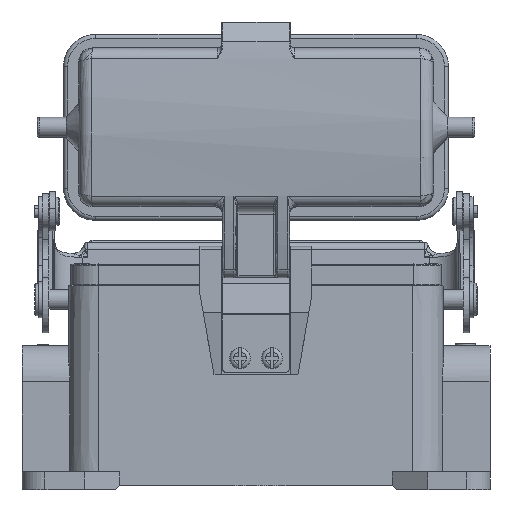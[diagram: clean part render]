
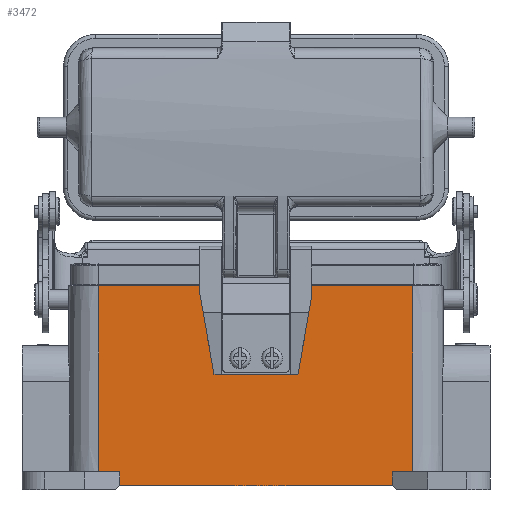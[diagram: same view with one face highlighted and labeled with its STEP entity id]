
A CAD part, front view. The second image highlights one B-rep face of the part: STEP entity #3472.
In plain terms, the highlighted planar face has unit normal (0, -1, 0.009).
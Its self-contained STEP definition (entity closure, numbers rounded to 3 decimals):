
#2581=PLANE('',#34894);
#3472=ADVANCED_FACE('',(#6195),#2581,.T.);
#6195=FACE_OUTER_BOUND('',#8044,.T.);
#8044=EDGE_LOOP('',(#15904,#15905,#15906,#15907,#15908,#15909,#15910,#15911,
#15912,#15913,#15914,#15915));
#10118=LINE('',#46579,#12429);
#10119=LINE('',#46581,#12430);
#10131=LINE('',#46624,#12442);
#10136=LINE('',#46647,#12447);
#10143=LINE('',#46682,#12454);
#10172=LINE('',#46757,#12483);
#10175=LINE('',#46771,#12486);
#10182=LINE('',#46787,#12493);
#10316=LINE('',#47299,#12627);
#10329=LINE('',#47331,#12640);
#10331=LINE('',#47335,#12642);
#10332=LINE('',#47337,#12643);
#12429=VECTOR('',#38181,1.);
#12430=VECTOR('',#38184,1.);
#12442=VECTOR('',#38208,1.);
#12447=VECTOR('',#38221,1.);
#12454=VECTOR('',#38240,1.);
#12483=VECTOR('',#38313,1.);
#12486=VECTOR('',#38330,1.);
#12493=VECTOR('',#38341,1.);
#12627=VECTOR('',#38625,1.);
#12640=VECTOR('',#38658,1.);
#12642=VECTOR('',#38662,1.);
#12643=VECTOR('',#38665,1.);
#15904=ORIENTED_EDGE('',*,*,#28534,.T.);
#15905=ORIENTED_EDGE('',*,*,#28518,.T.);
#15906=ORIENTED_EDGE('',*,*,#28336,.F.);
#15907=ORIENTED_EDGE('',*,*,#28328,.T.);
#15908=ORIENTED_EDGE('',*,*,#28321,.F.);
#15909=ORIENTED_EDGE('',*,*,#28537,.T.);
#15910=ORIENTED_EDGE('',*,*,#28283,.F.);
#15911=ORIENTED_EDGE('',*,*,#28271,.T.);
#15912=ORIENTED_EDGE('',*,*,#28262,.T.);
#15913=ORIENTED_EDGE('',*,*,#28246,.T.);
#15914=ORIENTED_EDGE('',*,*,#28245,.F.);
#15915=ORIENTED_EDGE('',*,*,#28536,.F.);
#24819=VERTEX_POINT('',#46576);
#24820=VERTEX_POINT('',#46578);
#24821=VERTEX_POINT('',#46582);
#24834=VERTEX_POINT('',#46625);
#24840=VERTEX_POINT('',#46648);
#24850=VERTEX_POINT('',#46683);
#24871=VERTEX_POINT('',#46752);
#24873=VERTEX_POINT('',#46756);
#24878=VERTEX_POINT('',#46772);
#24885=VERTEX_POINT('',#46788);
#25005=VERTEX_POINT('',#47300);
#25014=VERTEX_POINT('',#47332);
#28245=EDGE_CURVE('',#24820,#24819,#10118,.T.);
#28246=EDGE_CURVE('',#24821,#24819,#10119,.T.);
#28262=EDGE_CURVE('',#24834,#24821,#10131,.T.);
#28271=EDGE_CURVE('',#24840,#24834,#10136,.T.);
#28283=EDGE_CURVE('',#24840,#24850,#10143,.T.);
#28321=EDGE_CURVE('',#24873,#24871,#10172,.T.);
#28328=EDGE_CURVE('',#24878,#24871,#10175,.T.);
#28336=EDGE_CURVE('',#24878,#24885,#10182,.T.);
#28518=EDGE_CURVE('',#25005,#24885,#10316,.T.);
#28534=EDGE_CURVE('',#25014,#25005,#10329,.T.);
#28536=EDGE_CURVE('',#25014,#24820,#10331,.T.);
#28537=EDGE_CURVE('',#24873,#24850,#10332,.T.);
#34894=AXIS2_PLACEMENT_3D('',#47338,#38666,#38667);
#38181=DIRECTION('',(1.,0.,0.));
#38184=DIRECTION('',(0.,-0.009,-1.));
#38208=DIRECTION('',(-1.,0.,0.));
#38221=DIRECTION('',(0.,0.009,1.));
#38240=DIRECTION('',(-1.,0.,0.));
#38313=DIRECTION('',(-1.,0.,0.));
#38330=DIRECTION('',(0.,-0.009,-1.));
#38341=DIRECTION('',(-1.,0.,0.));
#38625=DIRECTION('',(0.,-0.009,-1.));
#38658=DIRECTION('',(-1.,0.,0.));
#38662=DIRECTION('',(0.,-0.009,-1.));
#38665=DIRECTION('',(0.,0.009,1.));
#38666=DIRECTION('',(0.,-1.,0.009));
#38667=DIRECTION('',(-1.,0.,0.));
#46576=CARTESIAN_POINT('',(1.6,-21.526,21.5));
#46578=CARTESIAN_POINT('',(-1.6,-21.526,21.5));
#46579=CARTESIAN_POINT('',(-1.6,-21.526,21.5));
#46581=CARTESIAN_POINT('',(1.6,-21.5,24.5));
#46582=CARTESIAN_POINT('',(1.6,-21.5,24.5));
#46624=CARTESIAN_POINT('',(39.25,-21.5,24.5));
#46625=CARTESIAN_POINT('',(39.25,-21.5,24.5));
#46647=CARTESIAN_POINT('',(39.25,-21.906,-22.));
#46648=CARTESIAN_POINT('',(39.25,-21.906,-22.));
#46682=CARTESIAN_POINT('',(39.25,-21.906,-22.));
#46683=CARTESIAN_POINT('',(34.,-21.906,-22.));
#46752=CARTESIAN_POINT('',(-34.,-21.936,-25.5));
#46756=CARTESIAN_POINT('',(34.,-21.936,-25.5));
#46757=CARTESIAN_POINT('',(34.,-21.936,-25.5));
#46771=CARTESIAN_POINT('',(-34.,-21.906,-22.));
#46772=CARTESIAN_POINT('',(-34.,-21.906,-22.));
#46787=CARTESIAN_POINT('',(-34.,-21.906,-22.));
#46788=CARTESIAN_POINT('',(-39.25,-21.906,-22.));
#47299=CARTESIAN_POINT('',(-39.25,-21.5,24.5));
#47300=CARTESIAN_POINT('',(-39.25,-21.5,24.5));
#47331=CARTESIAN_POINT('',(-1.6,-21.5,24.5));
#47332=CARTESIAN_POINT('',(-1.6,-21.5,24.5));
#47335=CARTESIAN_POINT('',(-1.6,-21.5,24.5));
#47337=CARTESIAN_POINT('',(34.,-21.936,-25.5));
#47338=CARTESIAN_POINT('',(-41.628,-21.5,24.5));
